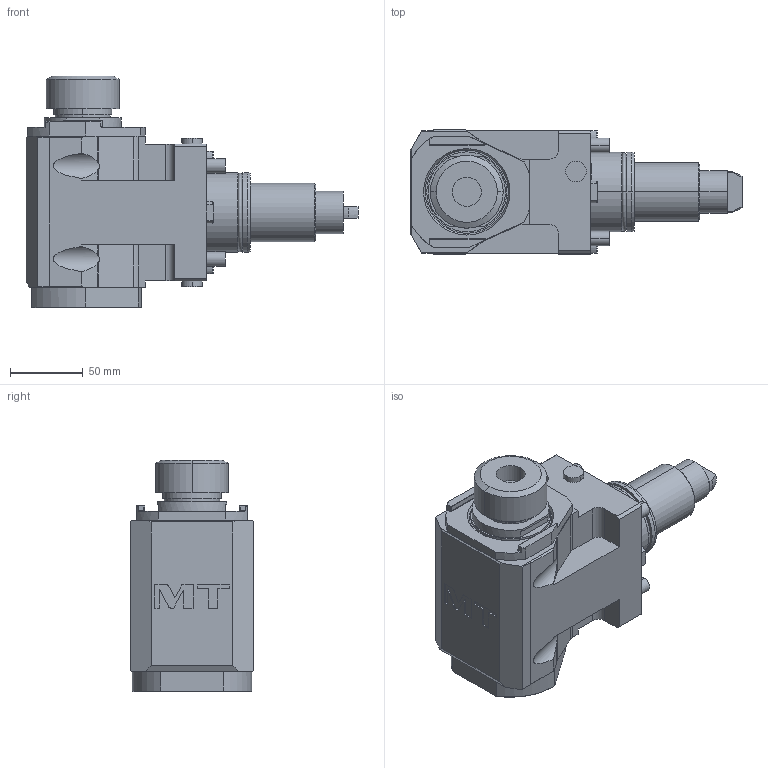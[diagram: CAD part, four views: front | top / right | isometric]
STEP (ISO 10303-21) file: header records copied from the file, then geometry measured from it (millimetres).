
FILE_DESCRIPTION((''),'2;1');
FILE_NAME('DWO0890232_CONF','2023-03-27T16:45:46',('smalpassi'),('M.T. srl'),'CREO PARAMETRIC BY PTC INC, 2021072','CREO PARAMETRIC BY PTC INC, 2021072','');
FILE_SCHEMA(('CONFIG_CONTROL_DESIGN'));
Length unit declared in the file: millimetre
Products named in the file (1): DWO0890232_CONF
Bounding box: 228 x 85 x 159.16 mm (x, y, z)
Volume: 1244448.7 mm3; surface area: 100877 mm2
Topology: 1 solids, 1 shells, 282 faces, 711 edges, 464 vertices
Faces by surface type: plane 144, cylinder 98, cone 28, torus 10, extrusion 2
Entity records: 8840 total; most frequent: CARTESIAN_POINT 1952, ORIENTED_EDGE 1422, DIRECTION 1421, EDGE_CURVE 711, AXIS2_PLACEMENT_3D 504, VERTEX_POINT 464, VECTOR 413, LINE 411
